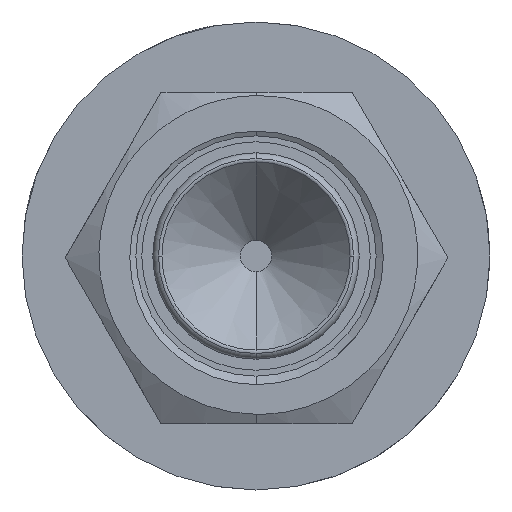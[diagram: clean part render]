
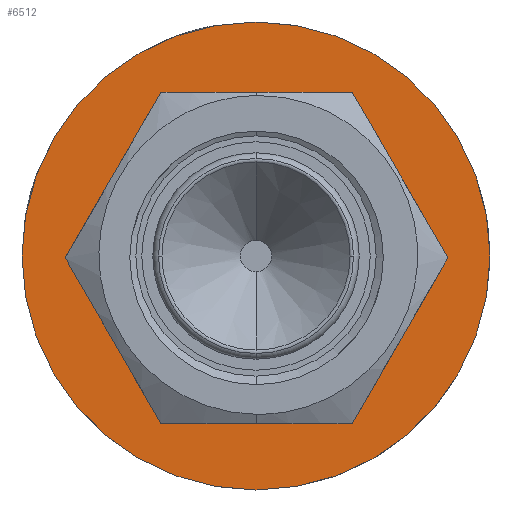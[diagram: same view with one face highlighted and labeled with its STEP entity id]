
A CAD part, front view. The second image highlights one B-rep face of the part: STEP entity #6512.
In plain terms, the highlighted planar face has unit normal (0, -1, 0).
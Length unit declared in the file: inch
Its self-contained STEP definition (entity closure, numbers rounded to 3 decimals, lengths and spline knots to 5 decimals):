
#439 = EDGE_CURVE ( 'NONE', #6570, #7155, #6290, .T. ) ;
#472 = DIRECTION ( 'NONE',  ( 0., -1., 0. ) ) ;
#903 = CARTESIAN_POINT ( 'NONE',  ( 0., 1.21366, 0.375 ) ) ;
#1022 = EDGE_CURVE ( 'NONE', #4070, #1902, #7022, .T. ) ;
#1323 = DIRECTION ( 'NONE',  ( 0., 1., 0. ) ) ;
#1394 = CARTESIAN_POINT ( 'NONE',  ( 0., 1.21366, -0.375 ) ) ;
#1902 = VERTEX_POINT ( 'NONE', #6012 ) ;
#2024 = DIRECTION ( 'NONE',  ( 0., -1., 0. ) ) ;
#2281 = AXIS2_PLACEMENT_3D ( 'NONE', #6840, #1323, #4623 ) ;
#2464 = ORIENTED_EDGE ( 'NONE', *, *, #1022, .F. ) ;
#3169 = CARTESIAN_POINT ( 'NONE',  ( 0., 1.21366, -0.375 ) ) ;
#3355 = AXIS2_PLACEMENT_3D ( 'NONE', #1394, #2024, #5882 ) ;
#3435 = CIRCLE ( 'NONE', #7228, 0.75 ) ;
#3566 = EDGE_LOOP ( 'NONE', ( #2464, #4389 ) ) ;
#3739 = DIRECTION ( 'NONE',  ( 0., 0., 1. ) ) ;
#3952 = EDGE_CURVE ( 'NONE', #7155, #6570, #3435, .T. ) ;
#4070 = VERTEX_POINT ( 'NONE', #6746 ) ;
#4085 = EDGE_LOOP ( 'NONE', ( #4621, #6381 ) ) ;
#4234 = DIRECTION ( 'NONE',  ( 0., 1., 0. ) ) ;
#4275 = AXIS2_PLACEMENT_3D ( 'NONE', #6086, #472, #3739 ) ;
#4351 = FACE_OUTER_BOUND ( 'NONE', #4085, .T. ) ;
#4389 = ORIENTED_EDGE ( 'NONE', *, *, #4415, .F. ) ;
#4415 = EDGE_CURVE ( 'NONE', #1902, #4070, #5695, .T. ) ;
#4621 = ORIENTED_EDGE ( 'NONE', *, *, #3952, .F. ) ;
#4623 = DIRECTION ( 'NONE',  ( 0., 0., -1. ) ) ;
#4869 = DIRECTION ( 'NONE',  ( 0., 0., -1. ) ) ;
#4941 = CARTESIAN_POINT ( 'NONE',  ( 0.3105, 1.21366, -0.41034 ) ) ;
#5695 = CIRCLE ( 'NONE', #4275, 0.25 ) ;
#5882 = DIRECTION ( 'NONE',  ( 0., 0., 1. ) ) ;
#5893 = CARTESIAN_POINT ( 'NONE',  ( 0., 1.21366, -1.125 ) ) ;
#6012 = CARTESIAN_POINT ( 'NONE',  ( 0., 1.21366, -0.625 ) ) ;
#6086 = CARTESIAN_POINT ( 'NONE',  ( 0., 1.21366, -0.375 ) ) ;
#6195 = AXIS2_PLACEMENT_3D ( 'NONE', #4941, #7205, #4869 ) ;
#6290 = CIRCLE ( 'NONE', #2281, 0.75 ) ;
#6381 = ORIENTED_EDGE ( 'NONE', *, *, #439, .F. ) ;
#6512 = ADVANCED_FACE ( 'NONE', ( #6604, #4351 ), #6644, .T. ) ;
#6534 = DIRECTION ( 'NONE',  ( 0., 0., -1. ) ) ;
#6570 = VERTEX_POINT ( 'NONE', #903 ) ;
#6604 = FACE_BOUND ( 'NONE', #3566, .T. ) ;
#6644 = PLANE ( 'NONE',  #6195 ) ;
#6746 = CARTESIAN_POINT ( 'NONE',  ( 0., 1.21366, -0.125 ) ) ;
#6840 = CARTESIAN_POINT ( 'NONE',  ( 0., 1.21366, -0.375 ) ) ;
#7022 = CIRCLE ( 'NONE', #3355, 0.25 ) ;
#7155 = VERTEX_POINT ( 'NONE', #5893 ) ;
#7205 = DIRECTION ( 'NONE',  ( 0., -1., 0. ) ) ;
#7228 = AXIS2_PLACEMENT_3D ( 'NONE', #3169, #4234, #6534 ) ;
